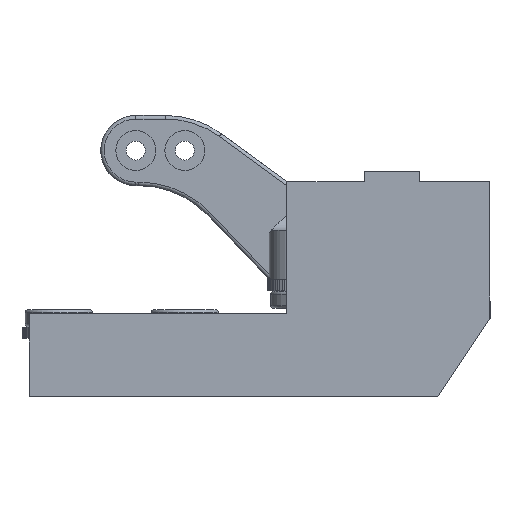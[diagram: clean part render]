
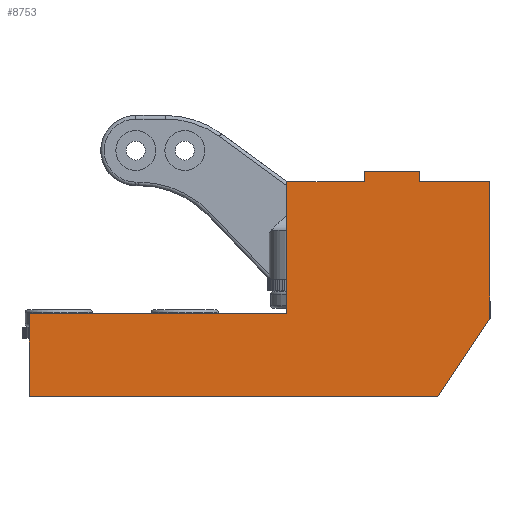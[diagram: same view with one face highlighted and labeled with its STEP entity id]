
A CAD part, left-side view. The second image highlights one B-rep face of the part: STEP entity #8753.
In plain terms, the highlighted planar face has unit normal (-1, 0, 0).
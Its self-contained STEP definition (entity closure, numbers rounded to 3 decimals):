
#865=FACE_OUTER_BOUND('',#1376,.T.);
#1376=EDGE_LOOP('',(#7638,#7639,#7640,#7641,#7642,#7643,#7644,#7645,#7646,
#7647,#7648));
#2318=LINE('',#13954,#3378);
#2322=LINE('',#13964,#3382);
#2334=LINE('',#13987,#3394);
#2335=LINE('',#13990,#3395);
#2336=LINE('',#13992,#3396);
#2337=LINE('',#13994,#3397);
#2338=LINE('',#13996,#3398);
#2339=LINE('',#13998,#3399);
#2340=LINE('',#14000,#3400);
#2341=LINE('',#14002,#3401);
#2342=LINE('',#14003,#3402);
#3378=VECTOR('',#11514,10.);
#3382=VECTOR('',#11522,10.);
#3394=VECTOR('',#11538,10.);
#3395=VECTOR('',#11541,10.);
#3396=VECTOR('',#11542,10.);
#3397=VECTOR('',#11543,10.);
#3398=VECTOR('',#11544,10.);
#3399=VECTOR('',#11545,10.);
#3400=VECTOR('',#11546,10.);
#3401=VECTOR('',#11547,10.);
#3402=VECTOR('',#11548,10.);
#4233=VERTEX_POINT('',#13951);
#4234=VERTEX_POINT('',#13953);
#4237=VERTEX_POINT('',#13961);
#4247=VERTEX_POINT('',#13985);
#4248=VERTEX_POINT('',#13989);
#4249=VERTEX_POINT('',#13991);
#4250=VERTEX_POINT('',#13993);
#4251=VERTEX_POINT('',#13995);
#4252=VERTEX_POINT('',#13997);
#4253=VERTEX_POINT('',#13999);
#4254=VERTEX_POINT('',#14001);
#5381=EDGE_CURVE('',#4233,#4234,#2318,.T.);
#5386=EDGE_CURVE('',#4233,#4237,#2322,.T.);
#5398=EDGE_CURVE('',#4247,#4234,#2334,.T.);
#5399=EDGE_CURVE('',#4248,#4237,#2335,.T.);
#5400=EDGE_CURVE('',#4249,#4248,#2336,.T.);
#5401=EDGE_CURVE('',#4250,#4249,#2337,.T.);
#5402=EDGE_CURVE('',#4250,#4251,#2338,.T.);
#5403=EDGE_CURVE('',#4251,#4252,#2339,.T.);
#5404=EDGE_CURVE('',#4253,#4252,#2340,.T.);
#5405=EDGE_CURVE('',#4254,#4253,#2341,.T.);
#5406=EDGE_CURVE('',#4247,#4254,#2342,.T.);
#7638=ORIENTED_EDGE('',*,*,#5399,.F.);
#7639=ORIENTED_EDGE('',*,*,#5400,.F.);
#7640=ORIENTED_EDGE('',*,*,#5401,.F.);
#7641=ORIENTED_EDGE('',*,*,#5402,.T.);
#7642=ORIENTED_EDGE('',*,*,#5403,.T.);
#7643=ORIENTED_EDGE('',*,*,#5404,.F.);
#7644=ORIENTED_EDGE('',*,*,#5405,.F.);
#7645=ORIENTED_EDGE('',*,*,#5406,.F.);
#7646=ORIENTED_EDGE('',*,*,#5398,.T.);
#7647=ORIENTED_EDGE('',*,*,#5381,.F.);
#7648=ORIENTED_EDGE('',*,*,#5386,.T.);
#8307=PLANE('',#9467);
#8753=ADVANCED_FACE('',(#865),#8307,.T.);
#9467=AXIS2_PLACEMENT_3D('',#13988,#11539,#11540);
#11514=DIRECTION('',(0.,-1.,0.));
#11522=DIRECTION('',(0.,0.,-1.));
#11538=DIRECTION('',(0.,0.,1.));
#11539=DIRECTION('center_axis',(-1.,0.,0.));
#11540=DIRECTION('ref_axis',(0.,0.,1.));
#11541=DIRECTION('',(0.,-1.,0.));
#11542=DIRECTION('',(0.,0.,1.));
#11543=DIRECTION('',(0.,-1.,0.));
#11544=DIRECTION('',(0.,0.,-1.));
#11545=DIRECTION('',(0.,-1.,0.));
#11546=DIRECTION('',(0.,0.555,-0.832));
#11547=DIRECTION('',(0.,0.,-1.));
#11548=DIRECTION('',(0.,-1.,0.));
#13951=CARTESIAN_POINT('',(40.868,-118.55,681.5));
#13953=CARTESIAN_POINT('',(40.868,-126.45,681.5));
#13954=CARTESIAN_POINT('',(40.868,-107.5,681.5));
#13961=CARTESIAN_POINT('',(40.868,-118.55,680.));
#13964=CARTESIAN_POINT('',(40.868,-118.55,668.675));
#13985=CARTESIAN_POINT('',(40.868,-126.45,680.));
#13987=CARTESIAN_POINT('',(40.868,-126.45,668.675));
#13988=CARTESIAN_POINT('Origin',(40.868,-100.018,657.35));
#13989=CARTESIAN_POINT('',(40.868,-107.5,680.));
#13990=CARTESIAN_POINT('',(40.868,-137.5,680.));
#13991=CARTESIAN_POINT('',(40.868,-107.5,661.15));
#13992=CARTESIAN_POINT('',(40.868,-107.5,661.15));
#13993=CARTESIAN_POINT('',(40.868,-70.759,661.15));
#13994=CARTESIAN_POINT('',(40.868,-100.018,661.15));
#13995=CARTESIAN_POINT('',(40.868,-70.759,649.35));
#13996=CARTESIAN_POINT('',(40.868,-70.759,653.35));
#13997=CARTESIAN_POINT('',(40.868,-129.018,649.35));
#13998=CARTESIAN_POINT('',(40.868,-69.759,649.35));
#13999=CARTESIAN_POINT('',(40.868,-136.473,660.532));
#14000=CARTESIAN_POINT('',(40.868,-131.403,652.927));
#14001=CARTESIAN_POINT('',(40.868,-136.473,680.));
#14002=CARTESIAN_POINT('',(40.868,-136.473,668.675));
#14003=CARTESIAN_POINT('',(40.868,-137.5,680.));
